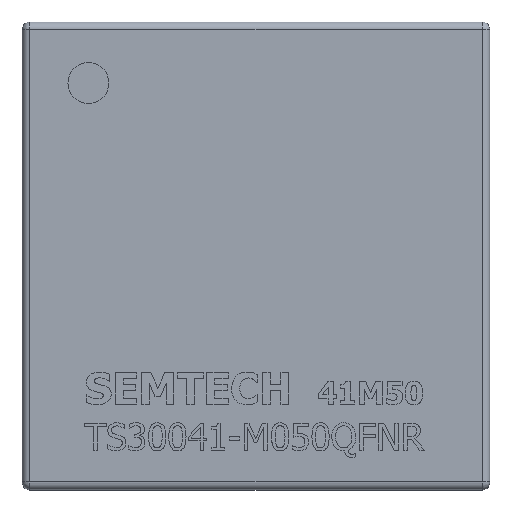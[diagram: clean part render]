
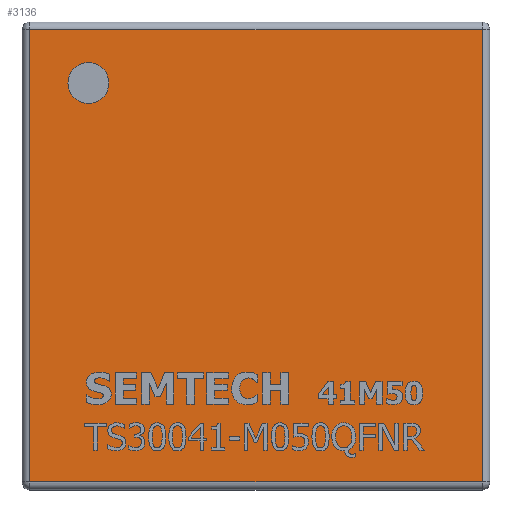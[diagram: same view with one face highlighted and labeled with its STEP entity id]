
A CAD part, top view. The second image highlights one B-rep face of the part: STEP entity #3136.
In plain terms, the highlighted planar face has unit normal (0, 0, 1).
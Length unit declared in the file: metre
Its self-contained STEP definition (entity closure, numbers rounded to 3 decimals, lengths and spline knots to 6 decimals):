
#2724 = EDGE_CURVE( '', #6823, #6824, #6825, .T. );
#2810 = EDGE_CURVE( '', #6082, #5933, #6955, .T. );
#3136 = ADVANCED_FACE( '', ( #7429 ), #7430, .T. );
#4232 = EDGE_CURVE( '', #6824, #6082, #8848, .T. );
#4468 = EDGE_CURVE( '', #5933, #6823, #9117, .T. );
#5933 = VERTEX_POINT( '', #11029 );
#6082 = VERTEX_POINT( '', #11256 );
#6823 = VERTEX_POINT( '', #12386 );
#6824 = VERTEX_POINT( '', #12387 );
#6825 = LINE( '', #12388, #12389 );
#6955 = LINE( '', #12583, #12584 );
#7429 = FACE_OUTER_BOUND( '', #13316, .T. );
#7430 = PLANE( '', #13317 );
#8848 = LINE( '', #15721, #15722 );
#9117 = LINE( '', #16221, #16222 );
#11029 = CARTESIAN_POINT( '', ( 0.00145, 0.00145, 0.001 ) );
#11256 = CARTESIAN_POINT( '', ( -0.00145, 0.00145, 0.001 ) );
#12386 = CARTESIAN_POINT( '', ( 0.00145, -0.00145, 0.001 ) );
#12387 = CARTESIAN_POINT( '', ( -0.00145, -0.00145, 0.001 ) );
#12388 = CARTESIAN_POINT( '', ( -0.00075, -0.00145, 0.001 ) );
#12389 = VECTOR( '', #19163, 1. );
#12583 = CARTESIAN_POINT( '', ( 0.00075, 0.00145, 0.001 ) );
#12584 = VECTOR( '', #19315, 1. );
#13316 = EDGE_LOOP( '', ( #20073, #20074, #20075, #20076 ) );
#13317 = AXIS2_PLACEMENT_3D( '', #20077, #20078, #20079 );
#15721 = CARTESIAN_POINT( '', ( -0.00145, 0.00075, 0.001 ) );
#15722 = VECTOR( '', #22089, 1. );
#16221 = CARTESIAN_POINT( '', ( 0.00145, -0.00075, 0.001 ) );
#16222 = VECTOR( '', #22431, 1. );
#19163 = DIRECTION( '', ( -1., 0., 0. ) );
#19315 = DIRECTION( '', ( 1., 0., 0. ) );
#20073 = ORIENTED_EDGE( '', *, *, #4232, .F. );
#20074 = ORIENTED_EDGE( '', *, *, #2724, .F. );
#20075 = ORIENTED_EDGE( '', *, *, #4468, .F. );
#20076 = ORIENTED_EDGE( '', *, *, #2810, .F. );
#20077 = CARTESIAN_POINT( '', ( 0., 0., 0.001 ) );
#20078 = DIRECTION( '', ( 0., 0., 1. ) );
#20079 = DIRECTION( '', ( 1., 0., 0. ) );
#22089 = DIRECTION( '', ( 0., 1., 0. ) );
#22431 = DIRECTION( '', ( 0., -1., 0. ) );
